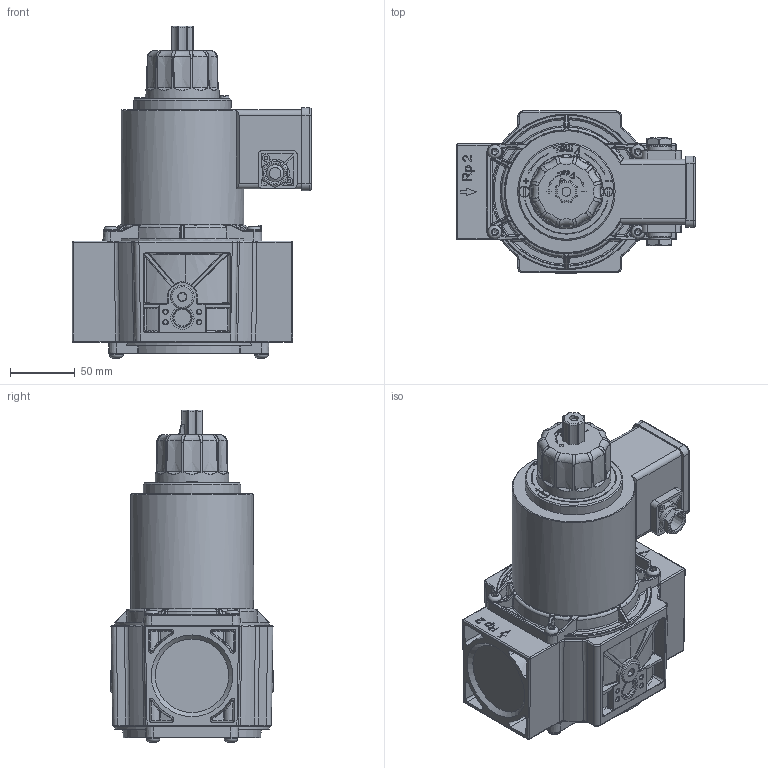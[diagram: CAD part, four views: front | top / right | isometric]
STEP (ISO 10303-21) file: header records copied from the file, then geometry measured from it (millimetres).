
FILE_DESCRIPTION(/* description */ (''),/* implementation_level */ '2;1');
FILE_NAME(/* name */ '011775.ipt.step',/* time_stamp */ '2015-12-15T06:56:09+01:00',/* author */ ('JT'),/* organization */ (''),/* preprocessor_version */ 'ST-DEVELOPER v15.2',/* originating_system */ 'Autodesk Inventor 2014',/* authorisation */ '');
FILE_SCHEMA (('AUTOMOTIVE_DESIGN { 1 0 10303 214 3 1 1 }'));
Products named in the file (1): 011775
Bounding box: 184.88 x 125 x 256.1 mm (x, y, z)
Volume: 2285698.8 mm3; surface area: 176509.2 mm2
Topology: 1 solids, 20 shells, 2814 faces, 6976 edges, 4252 vertices
Faces by surface type: bspline 956, plane 816, cylinder 511, cone 260, torus 243, sphere 28
Full cylindrical faces by diameter (mm): 0.8 x2, 2.5 x4, 3 x1, 3.571 x1, 3.6 x1, 4 x1, 4.2 x8, 4.3 x1, 5.1 x8, 6 x8, 6.3 x4, 6.5 x2, 10.5 x8, 14 x3, 17 x4, 17.2 x2, 18 x2, 18.6 x2, 95 x1
Entity records: 101749 total; most frequent: CARTESIAN_POINT 40764, ORIENTED_EDGE 13280, DIRECTION 11453, EDGE_CURVE 6640, AXIS2_PLACEMENT_3D 4504, VERTEX_POINT 4177, EDGE_LOOP 3145, ADVANCED_FACE 2814
